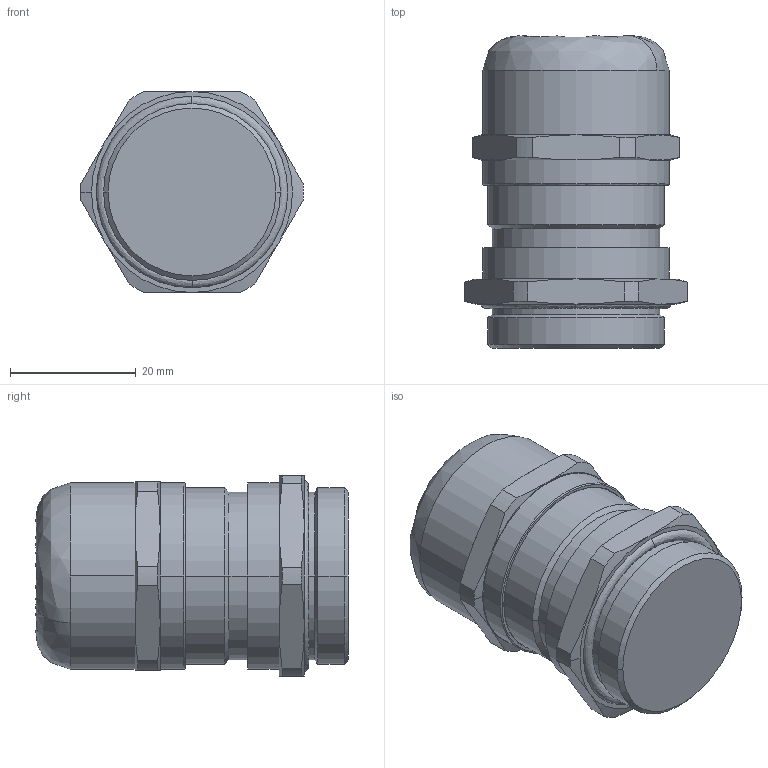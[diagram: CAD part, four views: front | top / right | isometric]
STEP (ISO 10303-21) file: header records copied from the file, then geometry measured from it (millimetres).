
FILE_DESCRIPTION (( 'STEP AP203' ), '1' );
FILE_NAME ('BSEM-E6-PG21T-WCL.step', '2021-11-30T16:53:31', ( '' ), ( '' ), 'SwSTEP 2.0', 'SolidWorks 2021', '' );
FILE_SCHEMA (( 'CONFIG_CONTROL_DESIGN' ));
Length unit declared in the file: inch
Products named in the file (1): BSEM-E6-PG21T-WCL
Bounding box: 35.5 x 49.75 x 32 mm (x, y, z)
Volume: 33411.7 mm3; surface area: 6608.7 mm2
Topology: 1 solids, 1 shells, 91 faces, 208 edges, 126 vertices
Faces by surface type: cone 36, cylinder 28, plane 21, bspline 6
Entity records: 3003 total; most frequent: CARTESIAN_POINT 910, DIRECTION 436, ORIENTED_EDGE 416, EDGE_CURVE 208, AXIS2_PLACEMENT_3D 192, VERTEX_POINT 126, CIRCLE 106, EDGE_LOOP 98
